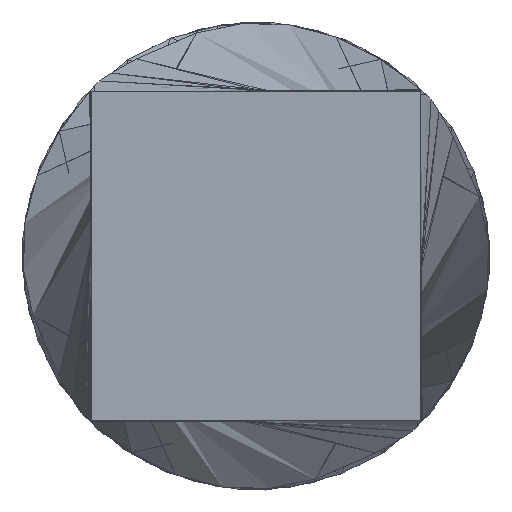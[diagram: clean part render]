
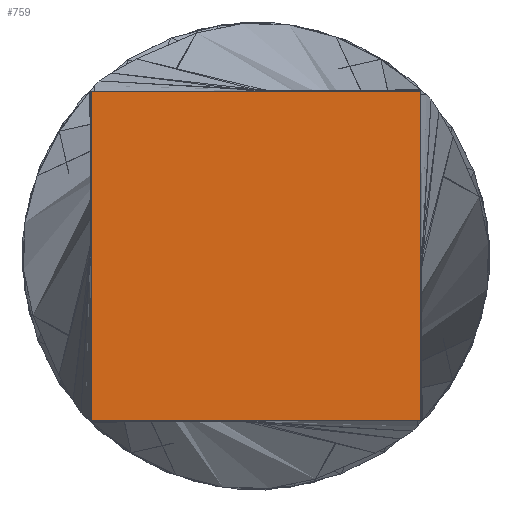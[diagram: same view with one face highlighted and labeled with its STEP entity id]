
A CAD part, front view. The second image highlights one B-rep face of the part: STEP entity #759.
In plain terms, the highlighted planar face has unit normal (0, -1, 0).
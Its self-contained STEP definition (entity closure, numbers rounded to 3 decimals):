
#197 = VECTOR ( 'NONE', #2958, 1000. ) ;
#227 = VERTEX_POINT ( 'NONE', #8304 ) ;
#525 = CARTESIAN_POINT ( 'NONE',  ( -6., -450., -6. ) ) ;
#646 = PLANE ( 'NONE',  #6330 ) ;
#759 = ADVANCED_FACE ( 'NONE', ( #7162 ), #646, .T. ) ;
#1205 = CARTESIAN_POINT ( 'NONE',  ( -6., -450., 6. ) ) ;
#2958 = DIRECTION ( 'NONE',  ( 0., 0., -1. ) ) ;
#3037 = CARTESIAN_POINT ( 'NONE',  ( 6., -450., -6. ) ) ;
#3214 = LINE ( 'NONE', #4561, #197 ) ;
#3515 = EDGE_LOOP ( 'NONE', ( #3777, #5897, #4281, #3866 ) ) ;
#3735 = CARTESIAN_POINT ( 'NONE',  ( 6., -450., 6. ) ) ;
#3777 = ORIENTED_EDGE ( 'NONE', *, *, #6539, .F. ) ;
#3866 = ORIENTED_EDGE ( 'NONE', *, *, #5200, .F. ) ;
#3999 = VECTOR ( 'NONE', #8397, 1000. ) ;
#4103 = DIRECTION ( 'NONE',  ( 0., 0., 1. ) ) ;
#4281 = ORIENTED_EDGE ( 'NONE', *, *, #4588, .F. ) ;
#4561 = CARTESIAN_POINT ( 'NONE',  ( 6., -450., 6. ) ) ;
#4588 = EDGE_CURVE ( 'NONE', #7216, #5173, #8552, .T. ) ;
#5173 = VERTEX_POINT ( 'NONE', #3735 ) ;
#5200 = EDGE_CURVE ( 'NONE', #227, #7216, #10385, .T. ) ;
#5897 = ORIENTED_EDGE ( 'NONE', *, *, #5941, .F. ) ;
#5941 = EDGE_CURVE ( 'NONE', #5173, #8807, #3214, .T. ) ;
#6330 = AXIS2_PLACEMENT_3D ( 'NONE', #8326, #10827, #4103 ) ;
#6539 = EDGE_CURVE ( 'NONE', #8807, #227, #9323, .T. ) ;
#7156 = DIRECTION ( 'NONE',  ( 0., 0., 1. ) ) ;
#7162 = FACE_OUTER_BOUND ( 'NONE', #3515, .T. ) ;
#7216 = VERTEX_POINT ( 'NONE', #10696 ) ;
#7219 = VECTOR ( 'NONE', #7156, 1000. ) ;
#7259 = DIRECTION ( 'NONE',  ( 1., 0., 0. ) ) ;
#8304 = CARTESIAN_POINT ( 'NONE',  ( -6., -450., -6. ) ) ;
#8326 = CARTESIAN_POINT ( 'NONE',  ( 0., -450., 0. ) ) ;
#8397 = DIRECTION ( 'NONE',  ( -1., 0., 0. ) ) ;
#8552 = LINE ( 'NONE', #1205, #10128 ) ;
#8807 = VERTEX_POINT ( 'NONE', #3037 ) ;
#9240 = CARTESIAN_POINT ( 'NONE',  ( 6., -450., -6. ) ) ;
#9323 = LINE ( 'NONE', #9240, #3999 ) ;
#10128 = VECTOR ( 'NONE', #7259, 1000. ) ;
#10385 = LINE ( 'NONE', #525, #7219 ) ;
#10696 = CARTESIAN_POINT ( 'NONE',  ( -6., -450., 6. ) ) ;
#10827 = DIRECTION ( 'NONE',  ( 0., -1., 0. ) ) ;
